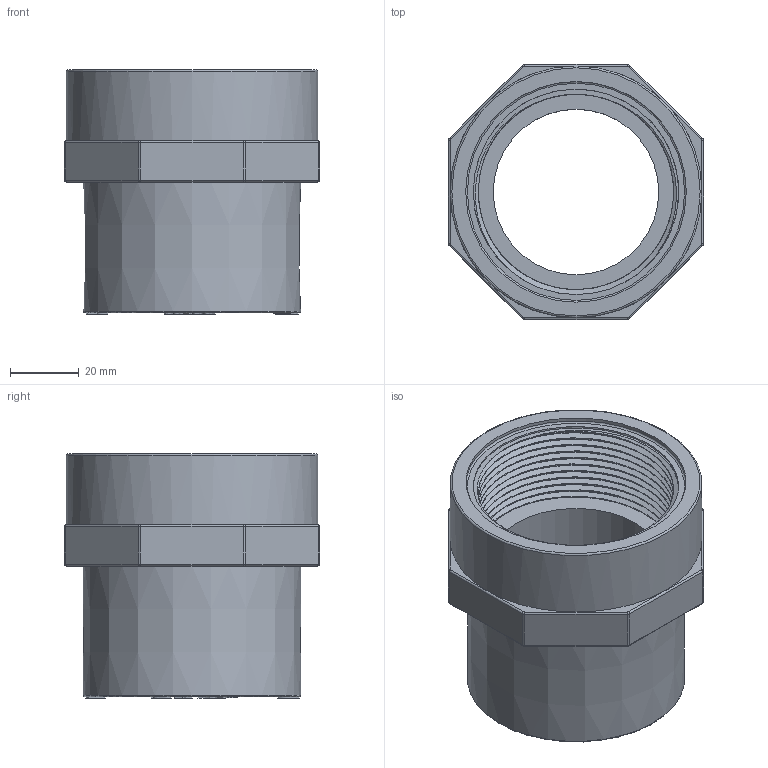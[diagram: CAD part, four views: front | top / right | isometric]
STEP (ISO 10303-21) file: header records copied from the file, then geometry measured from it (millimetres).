
FILE_DESCRIPTION(/* description */ (''),/* implementation_level */ '2;1');
FILE_NAME(/* name */ '50-63X2内外插内螺纹变接头.stp',/* time_stamp */ '2024-03-25T16:35:53+08:00',/* author */ (''),/* organization */ (''),/* preprocessor_version */ 'ST-DEVELOPER v16',/* originating_system */ 'SIEMENS PLM Software NX 10.0',/* authorisation */ '');
FILE_SCHEMA (('AUTOMOTIVE_DESIGN { 1 0 10303 214 3 1 1 1 }'));
Length unit declared in the file: millimetre
Products named in the file (1): gelv1410B640vo1r
Bounding box: 74 x 74 x 70.8 mm (x, y, z)
Volume: 102656.5 mm3; surface area: 35594.4 mm2
Topology: 1 solids, 1 shells, 830 faces, 2354 edges, 1554 vertices
Faces by surface type: plane 751, cylinder 46, bspline 18, extrusion 9, torus 4, cone 2
Full cylindrical faces by diameter (mm): 2.515 x1, 3.353 x1, 48 x1, 59.614 x11, 64 x1, 73 x1
Entity records: 32306 total; most frequent: CARTESIAN_POINT 13916, ORIENTED_EDGE 4606, DIRECTION 2580, EDGE_CURVE 2303, VERTEX_POINT 1526, B_SPLINE_CURVE_WITH_KNOTS 1431, AXIS2_PLACEMENT_3D 897, EDGE_LOOP 861
